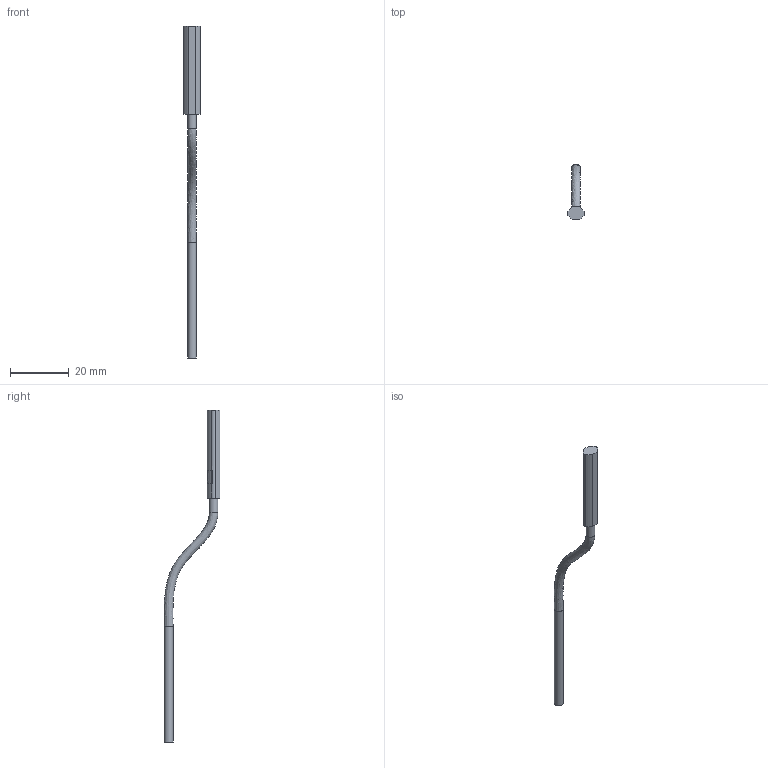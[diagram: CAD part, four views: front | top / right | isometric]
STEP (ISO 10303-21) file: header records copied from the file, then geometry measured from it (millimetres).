
FILE_DESCRIPTION(/* description */ (''),/* implementation_level */ '2;1');
FILE_NAME(/* name */ '1590_#.stp',/* time_stamp */ '2017-11-06T11:40:59+01:00',/* author */ ('Maniean1'),/* organization */ ('Pneumax S.p.A.'),/* preprocessor_version */ 'ST-DEVELOPER v16.5',/* originating_system */ 'Autodesk Inventor 2017',/* authorisation */ '');
FILE_SCHEMA (('AUTOMOTIVE_DESIGN { 1 0 10303 214 3 1 1 }'));
Length unit declared in the file: millimetre
Products named in the file (1): 1590 cavo
Bounding box: 6 x 18.93 x 112.84 mm (x, y, z)
Volume: 1205.9 mm3; surface area: 1418.3 mm2
Topology: 1 solids, 1 shells, 44 faces, 119 edges, 79 vertices
Faces by surface type: cylinder 20, plane 20, cone 3, bspline 1
Full cylindrical faces by diameter (mm): 3 x4
Entity records: 1619 total; most frequent: CARTESIAN_POINT 440, DIRECTION 232, ORIENTED_EDGE 222, EDGE_CURVE 111, AXIS2_PLACEMENT_3D 90, VERTEX_POINT 76, EDGE_LOOP 53, LINE 52
